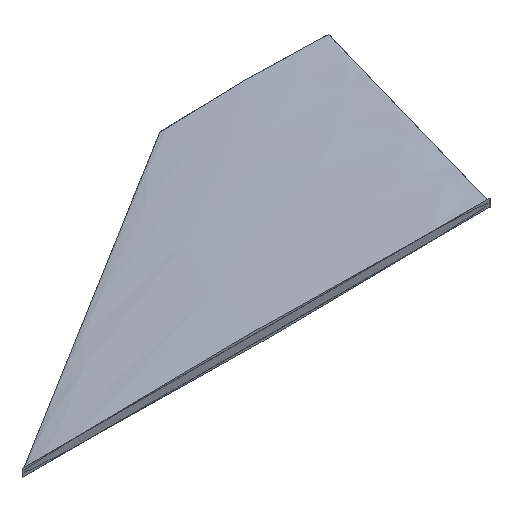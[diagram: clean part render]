
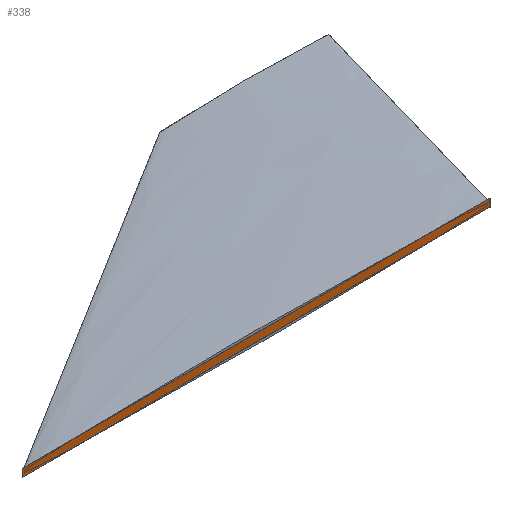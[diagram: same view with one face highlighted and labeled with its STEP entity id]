
A CAD part, isometric view. The second image highlights one B-rep face of the part: STEP entity #338.
In plain terms, the highlighted planar face has unit normal (0, -1, 0).
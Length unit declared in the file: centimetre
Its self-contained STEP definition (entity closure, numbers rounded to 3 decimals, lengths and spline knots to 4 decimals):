
#7 = DIRECTION ( 'NONE',  ( -1., 0., 0. ) ) ;
#8 = EDGE_CURVE ( 'NONE', #487, #113, #320, .T. ) ;
#10 = VECTOR ( 'NONE', #302, 100. ) ;
#69 = ORIENTED_EDGE ( 'NONE', *, *, #385, .F. ) ;
#78 = PLANE ( 'NONE',  #478 ) ;
#92 = LINE ( 'NONE', #377, #303 ) ;
#104 = CARTESIAN_POINT ( 'NONE',  ( 18., -0.001, -0.15 ) ) ;
#113 = VERTEX_POINT ( 'NONE', #294 ) ;
#138 = VERTEX_POINT ( 'NONE', #104 ) ;
#156 = ORIENTED_EDGE ( 'NONE', *, *, #480, .F. ) ;
#163 = DIRECTION ( 'NONE',  ( 1., 0., 0. ) ) ;
#170 = DIRECTION ( 'NONE',  ( 0., -1., 0. ) ) ;
#177 = ORIENTED_EDGE ( 'NONE', *, *, #8, .T. ) ;
#207 = VECTOR ( 'NONE', #7, 100. ) ;
#225 = CARTESIAN_POINT ( 'NONE',  ( 0., -0.001, 0.15 ) ) ;
#226 = EDGE_CURVE ( 'NONE', #113, #274, #458, .T. ) ;
#241 = FACE_OUTER_BOUND ( 'NONE', #423, .T. ) ;
#252 = CARTESIAN_POINT ( 'NONE',  ( 18., -0.001, 0.15 ) ) ;
#258 = ORIENTED_EDGE ( 'NONE', *, *, #226, .T. ) ;
#274 = VERTEX_POINT ( 'NONE', #464 ) ;
#294 = CARTESIAN_POINT ( 'NONE',  ( 0., -0.001, 0.15 ) ) ;
#302 = DIRECTION ( 'NONE',  ( 0., 0., -1. ) ) ;
#303 = VECTOR ( 'NONE', #339, 100. ) ;
#318 = CARTESIAN_POINT ( 'NONE',  ( 0., -0.001, 0.15 ) ) ;
#320 = LINE ( 'NONE', #318, #207 ) ;
#332 = LINE ( 'NONE', #483, #10 ) ;
#338 = ADVANCED_FACE ( 'NONE', ( #241 ), #78, .T. ) ;
#339 = DIRECTION ( 'NONE',  ( -1., 0., 0. ) ) ;
#360 = CARTESIAN_POINT ( 'NONE',  ( 0., -0.001, 0.15 ) ) ;
#377 = CARTESIAN_POINT ( 'NONE',  ( 0., -0.001, -0.15 ) ) ;
#384 = DIRECTION ( 'NONE',  ( 0., 0., -1. ) ) ;
#385 = EDGE_CURVE ( 'NONE', #487, #138, #332, .T. ) ;
#423 = EDGE_LOOP ( 'NONE', ( #156, #69, #177, #258 ) ) ;
#438 = VECTOR ( 'NONE', #384, 100. ) ;
#458 = LINE ( 'NONE', #225, #438 ) ;
#464 = CARTESIAN_POINT ( 'NONE',  ( 0., -0.001, -0.15 ) ) ;
#478 = AXIS2_PLACEMENT_3D ( 'NONE', #360, #170, #163 ) ;
#480 = EDGE_CURVE ( 'NONE', #138, #274, #92, .T. ) ;
#483 = CARTESIAN_POINT ( 'NONE',  ( 18., -0.001, 0.15 ) ) ;
#487 = VERTEX_POINT ( 'NONE', #252 ) ;
